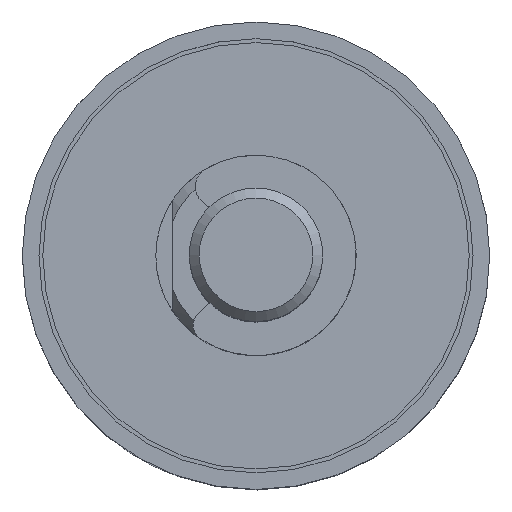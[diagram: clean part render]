
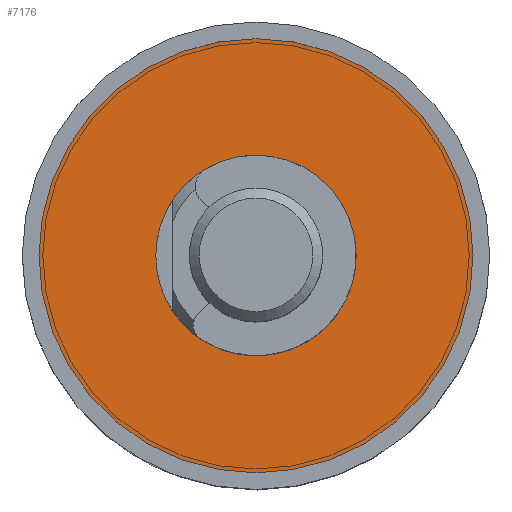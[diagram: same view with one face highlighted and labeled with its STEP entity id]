
A CAD part, top view. The second image highlights one B-rep face of the part: STEP entity #7176.
In plain terms, the highlighted planar face has unit normal (0, 0, 1).
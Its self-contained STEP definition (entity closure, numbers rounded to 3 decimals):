
#117 = CIRCLE ( 'NONE', #1564, 3. ) ;
#240 = EDGE_LOOP ( 'NONE', ( #4411 ) ) ;
#835 = PLANE ( 'NONE',  #7611 ) ;
#1556 = EDGE_CURVE ( 'NONE', #2370, #2370, #117, .T. ) ;
#1564 = AXIS2_PLACEMENT_3D ( 'NONE', #3510, #8491, #4113 ) ;
#1702 = VERTEX_POINT ( 'NONE', #4814 ) ;
#2050 = FACE_OUTER_BOUND ( 'NONE', #240, .T. ) ;
#2258 = CARTESIAN_POINT ( 'NONE',  ( 0., 0., 0.5 ) ) ;
#2370 = VERTEX_POINT ( 'NONE', #6968 ) ;
#2864 = ORIENTED_EDGE ( 'NONE', *, *, #1556, .T. ) ;
#3510 = CARTESIAN_POINT ( 'NONE',  ( 0., 0., 0.5 ) ) ;
#4113 = DIRECTION ( 'NONE',  ( -1., 0., 0. ) ) ;
#4162 = EDGE_CURVE ( 'NONE', #1702, #1702, #8273, .T. ) ;
#4411 = ORIENTED_EDGE ( 'NONE', *, *, #4162, .T. ) ;
#4521 = DIRECTION ( 'NONE',  ( 0., 0., 1. ) ) ;
#4814 = CARTESIAN_POINT ( 'NONE',  ( 6.5, 0., 0.5 ) ) ;
#5236 = DIRECTION ( 'NONE',  ( 1., 0., 0. ) ) ;
#6342 = FACE_BOUND ( 'NONE', #8265, .T. ) ;
#6968 = CARTESIAN_POINT ( 'NONE',  ( -3., 0., 0.5 ) ) ;
#7176 = ADVANCED_FACE ( 'NONE', ( #6342, #2050 ), #835, .T. ) ;
#7375 = CARTESIAN_POINT ( 'NONE',  ( 3., 0., 0.5 ) ) ;
#7611 = AXIS2_PLACEMENT_3D ( 'NONE', #7375, #8827, #5236 ) ;
#7655 = AXIS2_PLACEMENT_3D ( 'NONE', #2258, #4521, #8145 ) ;
#8145 = DIRECTION ( 'NONE',  ( 1., 0., 0. ) ) ;
#8265 = EDGE_LOOP ( 'NONE', ( #2864 ) ) ;
#8273 = CIRCLE ( 'NONE', #7655, 6.5 ) ;
#8491 = DIRECTION ( 'NONE',  ( 0., 0., -1. ) ) ;
#8827 = DIRECTION ( 'NONE',  ( 0., 0., 1. ) ) ;
